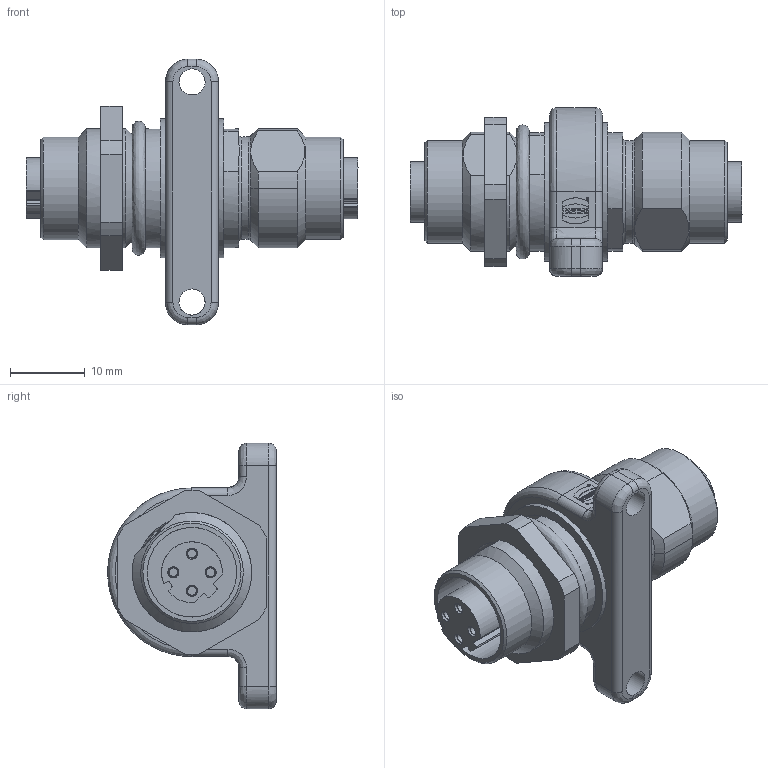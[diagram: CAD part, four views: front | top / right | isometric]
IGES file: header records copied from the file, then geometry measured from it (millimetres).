
Start section: HARTING HARTING HARTING HARTING HARTING HARTING HARTING HARTING HARTING This Document is valid for Parts No. 21 03 381 6405
Global section: file name: MD_21033816405_R411751.igs; preprocessor: I-DEAS 3D IGES Translator 10; author: ITIS-3; organization: HARTING KGaA, D-32339 Espelkamp; date: 20071031.130452; units: millimetre
Bounding box: 44.5 x 22.6 x 35.6 mm (x, y, z)
Volume: 9149.1 mm3; surface area: 5422.5 mm2
Topology: 2 solids, 2 shells, 286 faces, 693 edges, 449 vertices
Faces by surface type: bspline 286
